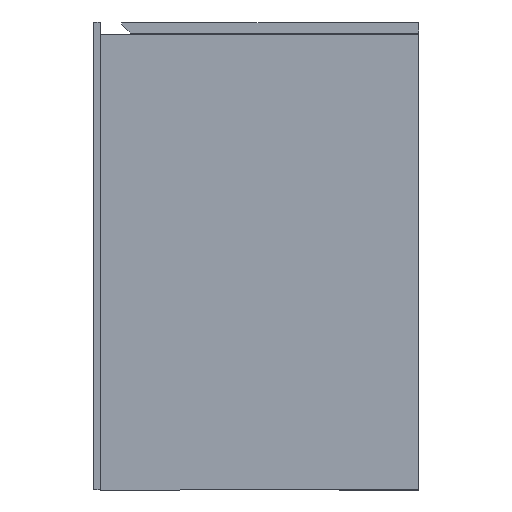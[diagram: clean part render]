
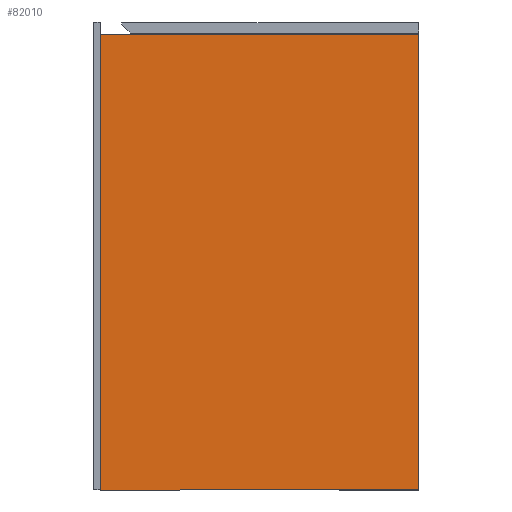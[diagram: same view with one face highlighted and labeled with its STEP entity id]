
A CAD part, left-side view. The second image highlights one B-rep face of the part: STEP entity #82010.
In plain terms, the highlighted planar face has unit normal (-1, 0, 0).
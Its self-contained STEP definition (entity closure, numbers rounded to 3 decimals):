
#3314 = DIRECTION ( 'NONE',  ( 0., -1., 0. ) ) ;
#4023 = CARTESIAN_POINT ( 'NONE',  ( 2., 909.337, -550. ) ) ;
#5205 = AXIS2_PLACEMENT_3D ( 'NONE', #80255, #70953, #59547 ) ;
#7384 = DIRECTION ( 'NONE',  ( 0., 0., 1. ) ) ;
#17681 = ORIENTED_EDGE ( 'NONE', *, *, #76651, .T. ) ;
#21252 = CARTESIAN_POINT ( 'NONE',  ( 2., 0., -550. ) ) ;
#28766 = LINE ( 'NONE', #72236, #117492 ) ;
#32412 = CARTESIAN_POINT ( 'NONE',  ( 2., 374., -550. ) ) ;
#35102 = EDGE_CURVE ( 'NONE', #44516, #105194, #110111, .T. ) ;
#36233 = VERTEX_POINT ( 'NONE', #39532 ) ;
#39532 = CARTESIAN_POINT ( 'NONE',  ( 2., 0., -15. ) ) ;
#40144 = VECTOR ( 'NONE', #3314, 1000. ) ;
#44516 = VERTEX_POINT ( 'NONE', #32412 ) ;
#45954 = VECTOR ( 'NONE', #53059, 1000. ) ;
#53059 = DIRECTION ( 'NONE',  ( 0., 0., 1. ) ) ;
#59120 = CARTESIAN_POINT ( 'NONE',  ( 2., 374., -15. ) ) ;
#59547 = DIRECTION ( 'NONE',  ( 0., 0., -1. ) ) ;
#62210 = CARTESIAN_POINT ( 'NONE',  ( 2., 374., -550. ) ) ;
#67282 = EDGE_LOOP ( 'NONE', ( #89501, #96138, #17681, #130408 ) ) ;
#70953 = DIRECTION ( 'NONE',  ( 1., 0., 0. ) ) ;
#71575 = VECTOR ( 'NONE', #7384, 1000. ) ;
#72236 = CARTESIAN_POINT ( 'NONE',  ( 2., 909.337, -15. ) ) ;
#74310 = LINE ( 'NONE', #62210, #71575 ) ;
#76651 = EDGE_CURVE ( 'NONE', #105194, #36233, #105061, .T. ) ;
#80255 = CARTESIAN_POINT ( 'NONE',  ( 2., 909.337, -550. ) ) ;
#82010 = ADVANCED_FACE ( 'NONE', ( #135038 ), #135728, .F. ) ;
#88874 = EDGE_CURVE ( 'NONE', #44516, #117122, #74310, .T. ) ;
#89501 = ORIENTED_EDGE ( 'NONE', *, *, #88874, .F. ) ;
#92887 = DIRECTION ( 'NONE',  ( 0., -1., 0. ) ) ;
#95806 = CARTESIAN_POINT ( 'NONE',  ( 2., 0., -550. ) ) ;
#96138 = ORIENTED_EDGE ( 'NONE', *, *, #35102, .T. ) ;
#105061 = LINE ( 'NONE', #95806, #45954 ) ;
#105194 = VERTEX_POINT ( 'NONE', #21252 ) ;
#109781 = EDGE_CURVE ( 'NONE', #117122, #36233, #28766, .T. ) ;
#110111 = LINE ( 'NONE', #4023, #40144 ) ;
#117122 = VERTEX_POINT ( 'NONE', #59120 ) ;
#117492 = VECTOR ( 'NONE', #92887, 1000. ) ;
#130408 = ORIENTED_EDGE ( 'NONE', *, *, #109781, .F. ) ;
#135038 = FACE_OUTER_BOUND ( 'NONE', #67282, .T. ) ;
#135728 = PLANE ( 'NONE',  #5205 ) ;
